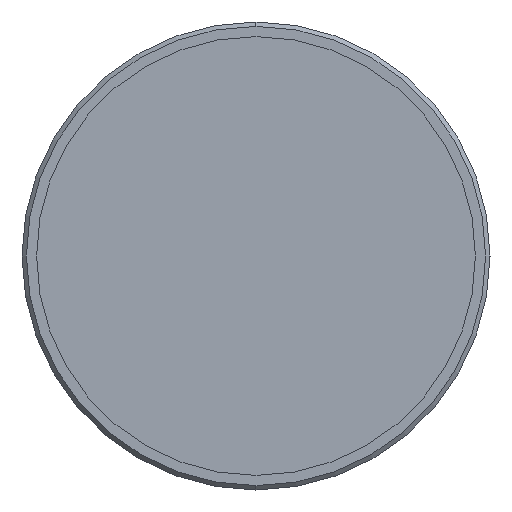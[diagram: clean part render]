
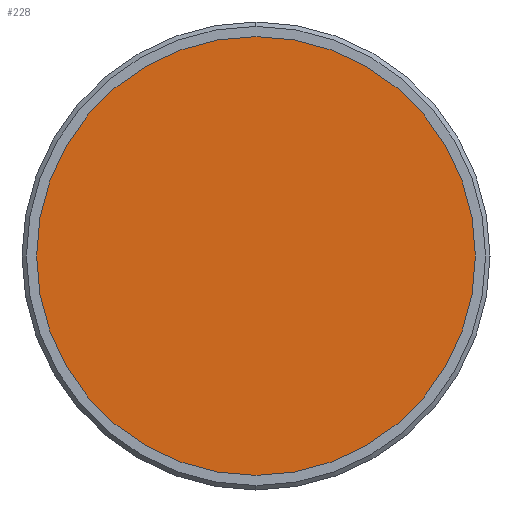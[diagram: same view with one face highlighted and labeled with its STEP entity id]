
A CAD part, left-side view. The second image highlights one B-rep face of the part: STEP entity #228.
In plain terms, the highlighted planar face has unit normal (-1, 0, 0).
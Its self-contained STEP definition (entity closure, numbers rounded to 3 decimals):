
#38 = ORIENTED_EDGE ( 'NONE', *, *, #946, .T. ) ;
#40 = CIRCLE ( 'NONE', #191, 15. ) ;
#67 = DIRECTION ( 'NONE',  ( 0., 0., 1. ) ) ;
#147 = DIRECTION ( 'NONE',  ( 0., 0., 1. ) ) ;
#187 = ORIENTED_EDGE ( 'NONE', *, *, #264, .T. ) ;
#191 = AXIS2_PLACEMENT_3D ( 'NONE', #740, #653, #67 ) ;
#228 = ADVANCED_FACE ( 'NONE', ( #339 ), #1097, .T. ) ;
#254 = EDGE_LOOP ( 'NONE', ( #38, #187 ) ) ;
#264 = EDGE_CURVE ( 'NONE', #474, #1017, #608, .T. ) ;
#339 = FACE_OUTER_BOUND ( 'NONE', #254, .T. ) ;
#406 = CARTESIAN_POINT ( 'NONE',  ( 2.5, 0., 0. ) ) ;
#474 = VERTEX_POINT ( 'NONE', #871 ) ;
#499 = CARTESIAN_POINT ( 'NONE',  ( 2.5, 0., 0. ) ) ;
#608 = CIRCLE ( 'NONE', #974, 15. ) ;
#653 = DIRECTION ( 'NONE',  ( -1., 0., 0. ) ) ;
#664 = AXIS2_PLACEMENT_3D ( 'NONE', #499, #915, #820 ) ;
#740 = CARTESIAN_POINT ( 'NONE',  ( 2.5, 0., 0. ) ) ;
#820 = DIRECTION ( 'NONE',  ( 0., 0., 1. ) ) ;
#871 = CARTESIAN_POINT ( 'NONE',  ( 2.5, 0., -15. ) ) ;
#915 = DIRECTION ( 'NONE',  ( -1., 0., 0. ) ) ;
#919 = CARTESIAN_POINT ( 'NONE',  ( 2.5, 0., 15. ) ) ;
#946 = EDGE_CURVE ( 'NONE', #1017, #474, #40, .T. ) ;
#974 = AXIS2_PLACEMENT_3D ( 'NONE', #406, #997, #147 ) ;
#997 = DIRECTION ( 'NONE',  ( -1., 0., 0. ) ) ;
#1017 = VERTEX_POINT ( 'NONE', #919 ) ;
#1097 = PLANE ( 'NONE',  #664 ) ;
